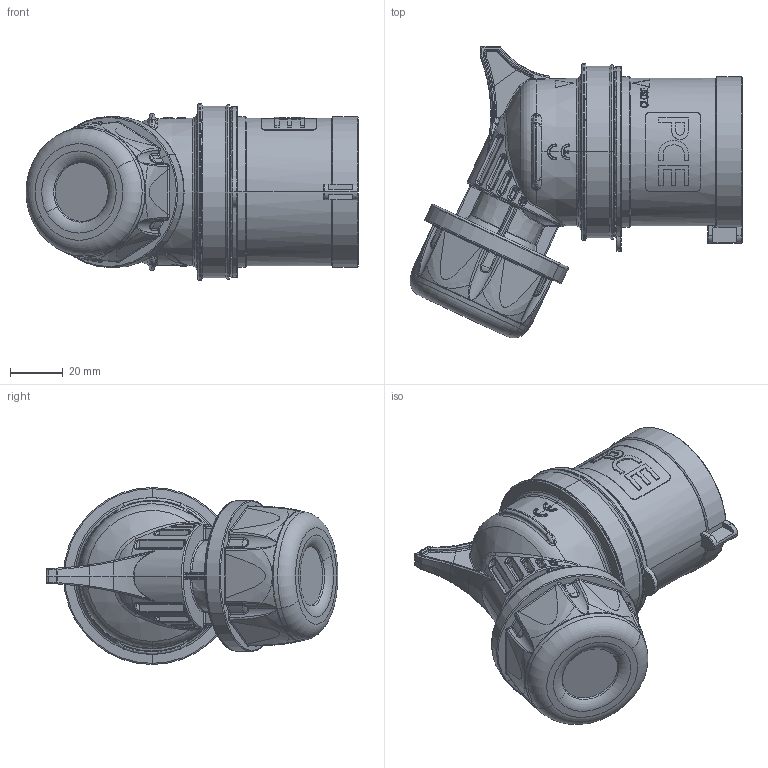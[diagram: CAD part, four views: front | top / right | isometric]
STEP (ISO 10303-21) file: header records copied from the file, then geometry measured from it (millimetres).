
FILE_DESCRIPTION (( 'STEP AP203' ), '1' );
FILE_NAME ('Winkelstecker 32A 3p IP44 ÜWM Shark.STEP', '2021-03-09T14:45:58', ( '' ), ( '' ), 'SwSTEP 2.0', 'SolidWorks 2020', '' );
FILE_SCHEMA (( 'CONFIG_CONTROL_DESIGN' ));
Length unit declared in the file: millimetre
Products named in the file (1): Winkelstecker 32A 3p IP44 郻M Shark
Bounding box: 125.29 x 110.16 x 66.8 mm (x, y, z)
Volume: 221622.8 mm3; surface area: 45132 mm2
Topology: 1 solids, 1 shells, 1295 faces, 3157 edges, 1907 vertices
Faces by surface type: bspline 581, plane 284, cylinder 160, torus 124, cone 90, sphere 56
Entity records: 61623 total; most frequent: CARTESIAN_POINT 35788, ORIENTED_EDGE 6286, DIRECTION 4054, EDGE_CURVE 3143, VERTEX_POINT 1907, AXIS2_PLACEMENT_3D 1667, B_SPLINE_CURVE_WITH_KNOTS 1407, EDGE_LOOP 1352
